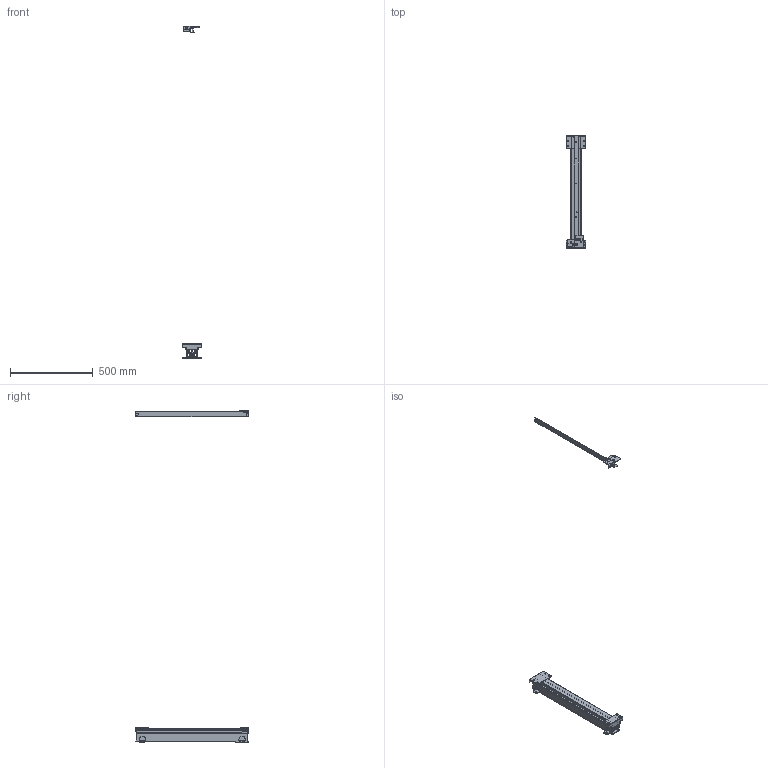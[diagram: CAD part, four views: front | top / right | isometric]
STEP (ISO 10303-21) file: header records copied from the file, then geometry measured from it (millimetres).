
FILE_DESCRIPTION(/* description */ (''),/* implementation_level */ '2;1');
FILE_NAME(/* name */ '3D_100-1374-XX.sat.ipt.stp',/* time_stamp */ '2025-11-17T09:50:50+01:00',/* author */ (''),/* organization */ (''),/* preprocessor_version */ 'ST-DEVELOPER v20',/* originating_system */ 'Autodesk Inventor 2024',/* authorisation */ '');
FILE_SCHEMA (('CONFIG_CONTROL_DESIGN'));
Length unit declared in the file: millimetre
Products named in the file (1): 3D_100-1374-XX.sat
Bounding box: 120 x 680 x 2000 mm (x, y, z)
Surface area: 790973.3 mm2 (no closed solid volume)
Topology: 0 solids, 6 shells, 482 faces, 1278 edges, 825 vertices
Faces by surface type: cylinder 218, plane 215, torus 32, cone 12, sphere 4, bspline 1
Full cylindrical faces by diameter (mm): 3.95 x1, 4 x1, 4.51 x1, 4.6 x5, 5 x1, 5.5 x1, 6 x1, 7 x14, 9 x2, 10 x2, 12 x4, 15 x3, 16 x3, 19 x2, 26 x4
Entity records: 15997 total; most frequent: CARTESIAN_POINT 3074, DIRECTION 2677, ORIENTED_EDGE 2552, EDGE_CURVE 1276, AXIS2_PLACEMENT_3D 963, VERTEX_POINT 825, LINE 751, VECTOR 751
